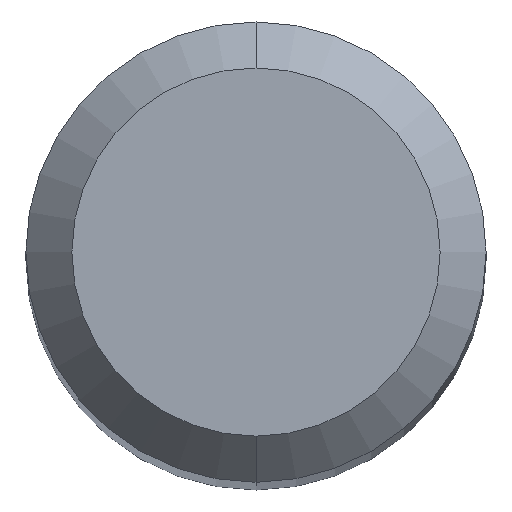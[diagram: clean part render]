
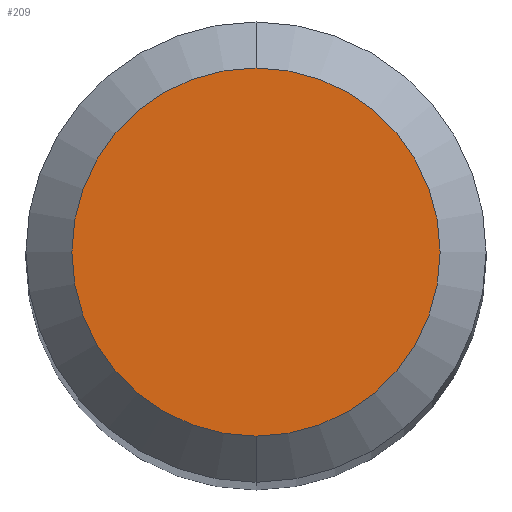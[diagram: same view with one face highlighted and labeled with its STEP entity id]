
A CAD part, top view. The second image highlights one B-rep face of the part: STEP entity #209.
In plain terms, the highlighted planar face has unit normal (0, 0, 1).
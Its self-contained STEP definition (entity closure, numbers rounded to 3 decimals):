
#209=ADVANCED_FACE('',(#522),#523,.T.);
#225=VERTEX_POINT('',#540);
#285=VERTEX_POINT('',#606);
#297=EDGE_CURVE('',#225,#285,#619,.T.);
#415=EDGE_CURVE('',#285,#225,#747,.T.);
#522=FACE_OUTER_BOUND('',#866,.T.);
#523=PLANE('',#867);
#540=CARTESIAN_POINT('',(0.0,1.2,0.0));
#606=CARTESIAN_POINT('',(0.,-1.2,0.0));
#619=CIRCLE('',#1060,1.2);
#747=CIRCLE('',#1338,1.2);
#866=EDGE_LOOP('',(#1515,#1516));
#867=AXIS2_PLACEMENT_3D('',#1517,#1518,#1519);
#1060=AXIS2_PLACEMENT_3D('',#1620,#1621,#1622);
#1338=AXIS2_PLACEMENT_3D('',#1744,#1745,#1746);
#1515=ORIENTED_EDGE('',*,*,#297,.F.);
#1516=ORIENTED_EDGE('',*,*,#415,.F.);
#1517=CARTESIAN_POINT('',(0.0,0.6,0.0));
#1518=DIRECTION('',(-0.0,0.0,1.0));
#1519=DIRECTION('',(0.0,-1.0,0.0));
#1620=CARTESIAN_POINT('',(0.0,0.0,0.0));
#1621=DIRECTION('',(0.0,0.0,-1.0));
#1622=DIRECTION('',(0.0,1.0,0.0));
#1744=CARTESIAN_POINT('',(0.0,0.0,0.0));
#1745=DIRECTION('',(0.0,0.0,-1.0));
#1746=DIRECTION('',(0.0,1.0,0.0));
